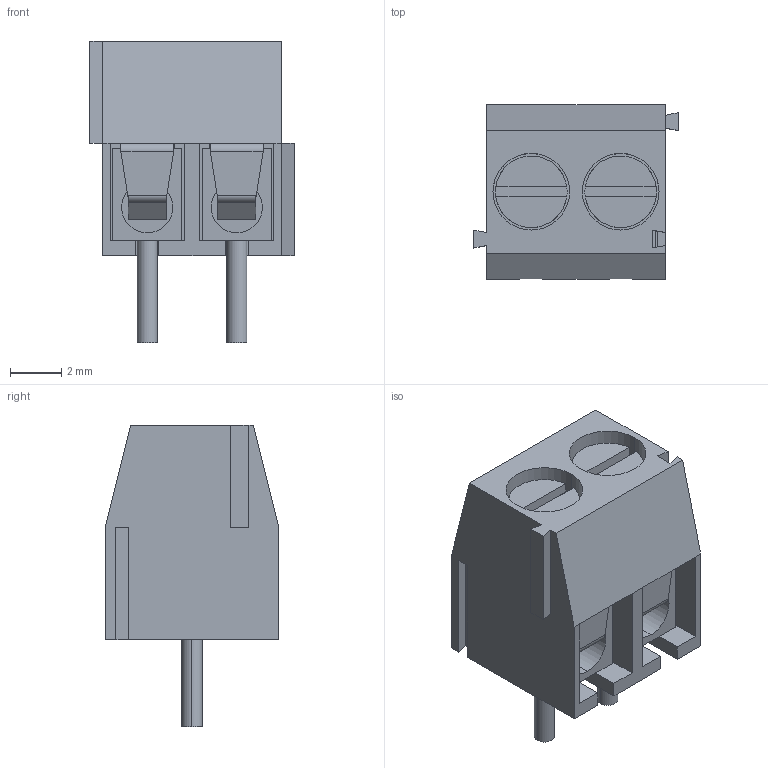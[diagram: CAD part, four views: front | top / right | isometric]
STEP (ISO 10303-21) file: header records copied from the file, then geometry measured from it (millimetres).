
FILE_DESCRIPTION (( 'STEP AP214' ), '1' );
FILE_NAME ('User Library-DG350-3,5-02P.STEP', '2017-06-20T04:28:44', ( 'Windows User' ), ( '' ), 'SwSTEP 2.0', 'SolidWorks 2017', '' );
FILE_SCHEMA (( 'AUTOMOTIVE_DESIGN' ));
Length unit declared in the file: millimetre
Products named in the file (1): User Library-DG350-3,5-02P
Bounding box: 8 x 6.8 x 11.8 mm (x, y, z)
Volume: 311.1 mm3; surface area: 786.3 mm2
Topology: 5 solids, 5 shells, 152 faces, 360 edges, 222 vertices
Faces by surface type: plane 120, cylinder 28, bspline 4
Entity records: 4846 total; most frequent: CARTESIAN_POINT 867, ORIENTED_EDGE 720, DIRECTION 710, EDGE_CURVE 360, VECTOR 292, LINE 292, VERTEX_POINT 222, AXIS2_PLACEMENT_3D 209
